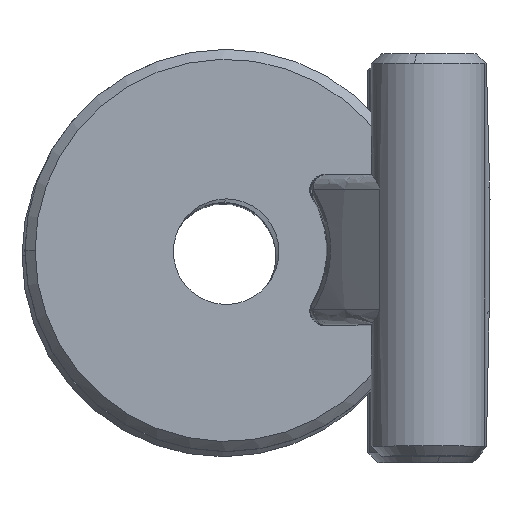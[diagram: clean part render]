
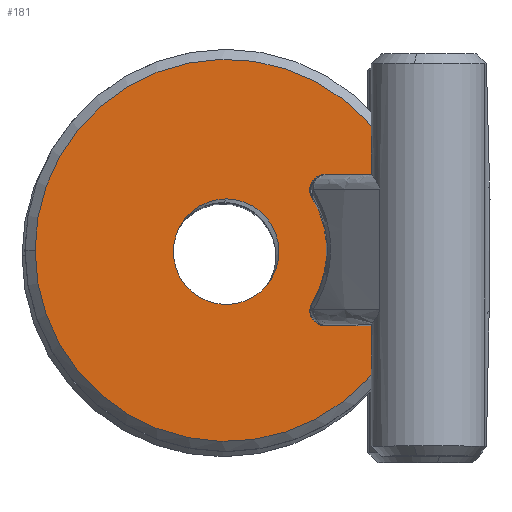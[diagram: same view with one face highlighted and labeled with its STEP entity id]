
A CAD part, top view. The second image highlights one B-rep face of the part: STEP entity #181.
In plain terms, the highlighted planar face has unit normal (0.005, 0.004, 1).
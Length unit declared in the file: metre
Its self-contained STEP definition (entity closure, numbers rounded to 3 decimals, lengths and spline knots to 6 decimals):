
#181=ADVANCED_FACE('0:6303',(#388,#389),#390,.F.);
#388=FACE_OUTER_BOUND('',#2353,.T.);
#389=FACE_BOUND('',#2354,.T.);
#390=PLANE('',#2355);
#2353=EDGE_LOOP('',(#4816,#4817,#4818,#4819,#4820,#4821,#4822));
#2354=EDGE_LOOP('',(#4823,#4824));
#2355=AXIS2_PLACEMENT_3D('',#4825,#4826,#4827);
#4816=ORIENTED_EDGE('',*,*,#5328,.F.);
#4817=ORIENTED_EDGE('',*,*,#5329,.T.);
#4818=ORIENTED_EDGE('',*,*,#5330,.F.);
#4819=ORIENTED_EDGE('',*,*,#5331,.T.);
#4820=ORIENTED_EDGE('',*,*,#5104,.T.);
#4821=ORIENTED_EDGE('',*,*,#5332,.F.);
#4822=ORIENTED_EDGE('',*,*,#5333,.T.);
#4823=ORIENTED_EDGE('',*,*,#5308,.T.);
#4824=ORIENTED_EDGE('',*,*,#5135,.T.);
#4825=CARTESIAN_POINT('',(0.000111,0.000088,0.02612));
#4826=DIRECTION('',(-0.005,-0.004,-1.));
#4827=DIRECTION('',(-1.,0.,0.005));
#5104=EDGE_CURVE('0:6771',#5466,#5464,#5467,.T.);
#5135=EDGE_CURVE('0:6699',#5524,#5522,#5525,.F.);
#5308=EDGE_CURVE('0:6699',#5522,#5524,#5808,.F.);
#5328=EDGE_CURVE('0:6762',#5837,#5838,#5839,.T.);
#5329=EDGE_CURVE('0:6765',#5837,#5840,#5841,.T.);
#5330=EDGE_CURVE('0:6768',#5842,#5840,#5843,.T.);
#5331=EDGE_CURVE('0:6771',#5842,#5466,#5844,.T.);
#5332=EDGE_CURVE('0:6774',#5845,#5464,#5846,.T.);
#5333=EDGE_CURVE('0:6777',#5845,#5838,#5847,.T.);
#5464=VERTEX_POINT('NONE',#6060);
#5466=VERTEX_POINT('',#6062);
#5467=CIRCLE('',#6063,0.0038);
#5522=VERTEX_POINT('',#6278);
#5524=VERTEX_POINT('',#6281);
#5525=CIRCLE('',#6282,0.00105);
#5808=CIRCLE('',#7266,0.00105);
#5837=VERTEX_POINT('NONE',#7375);
#5838=VERTEX_POINT('NONE',#7376);
#5839=CIRCLE('',#7377,0.002);
#5840=VERTEX_POINT('NONE',#7378);
#5841=B_SPLINE_CURVE_WITH_KNOTS('',3,(#7379,#7380,#7381,#7382,#7383,#7384,#7385,#7386,#7387,#7388),.UNSPECIFIED.,.F.,.F.,(4,3,3,4),(-0.063765,-0.045547,-0.027328,0.),.UNSPECIFIED.);
#5842=VERTEX_POINT('NONE',#7389);
#5843=B_SPLINE_CURVE_WITH_KNOTS('',3,(#7390,#7391,#7392,#7393,#7394,#7395,#7396,#7397,#7398,#7399),.UNSPECIFIED.,.F.,.F.,(4,3,3,4),(-1.,-0.909034,-0.868018,-0.369989),.UNSPECIFIED.);
#5844=CIRCLE('',#7400,0.0038);
#5845=VERTEX_POINT('NONE',#7401);
#5846=B_SPLINE_CURVE_WITH_KNOTS('',3,(#7402,#7403,#7404,#7405,#7406,#7407,#7408,#7409,#7410,#7411,#7412,#7413,#7414),.UNSPECIFIED.,.F.,.F.,(4,3,3,3,4),(-0.628297,-0.132126,-0.091195,-0.009356,0.),.UNSPECIFIED.);
#5847=B_SPLINE_CURVE_WITH_KNOTS('',3,(#7415,#7416,#7417,#7418,#7419,#7420,#7421,#7422,#7423,#7424,#7425,#7426,#7427),.UNSPECIFIED.,.F.,.F.,(4,3,3,3,4),(0.,0.25,0.5,0.75,1.),.UNSPECIFIED.);
#6060=CARTESIAN_POINT('',(0.003615,-0.001383,0.026111));
#6062=CARTESIAN_POINT('',(-0.003689,0.000088,0.026138));
#6063=AXIS2_PLACEMENT_3D('',#7888,#7889,#7890);
#6278=CARTESIAN_POINT('',(0.000111,-0.000988,0.026125));
#6281=CARTESIAN_POINT('',(0.000111,0.001112,0.026116));
#6282=AXIS2_PLACEMENT_3D('',#7926,#7927,#7928);
#7266=AXIS2_PLACEMENT_3D('',#8173,#8174,#8175);
#7375=CARTESIAN_POINT('',(0.001817,0.001132,0.026108));
#7376=CARTESIAN_POINT('',(0.001819,-0.000952,0.026117));
#7377=AXIS2_PLACEMENT_3D('',#8202,#8203,#8204);
#7378=CARTESIAN_POINT('',(0.002073,0.001588,0.026105));
#7379=CARTESIAN_POINT('',(0.001817,0.001132,0.026108));
#7380=CARTESIAN_POINT('',(0.001785,0.001183,0.026108));
#7381=CARTESIAN_POINT('',(0.00177,0.001244,0.026108));
#7382=CARTESIAN_POINT('',(0.001773,0.001305,0.026107));
#7383=CARTESIAN_POINT('',(0.001777,0.001365,0.026107));
#7384=CARTESIAN_POINT('',(0.001799,0.001425,0.026107));
#7385=CARTESIAN_POINT('',(0.001836,0.001472,0.026106));
#7386=CARTESIAN_POINT('',(0.001892,0.001544,0.026106));
#7387=CARTESIAN_POINT('',(0.001982,0.001588,0.026105));
#7388=CARTESIAN_POINT('',(0.002073,0.001588,0.026105));
#7389=CARTESIAN_POINT('',(0.003615,0.001559,0.026098));
#7390=CARTESIAN_POINT('',(0.003615,0.001559,0.026098));
#7391=CARTESIAN_POINT('',(0.003543,0.001578,0.026098));
#7392=CARTESIAN_POINT('',(0.003468,0.001588,0.026098));
#7393=CARTESIAN_POINT('',(0.003393,0.001588,0.026099));
#7394=CARTESIAN_POINT('',(0.00336,0.001588,0.026099));
#7395=CARTESIAN_POINT('',(0.003326,0.001588,0.026099));
#7396=CARTESIAN_POINT('',(0.003293,0.001588,0.026099));
#7397=CARTESIAN_POINT('',(0.002886,0.001588,0.026101));
#7398=CARTESIAN_POINT('',(0.00248,0.001588,0.026103));
#7399=CARTESIAN_POINT('',(0.002073,0.001588,0.026105));
#7400=AXIS2_PLACEMENT_3D('',#8205,#8206,#8207);
#7401=CARTESIAN_POINT('',(0.002077,-0.001412,0.026118));
#7402=CARTESIAN_POINT('',(0.002077,-0.001412,0.026118));
#7403=CARTESIAN_POINT('',(0.002483,-0.001412,0.026116));
#7404=CARTESIAN_POINT('',(0.002888,-0.001412,0.026114));
#7405=CARTESIAN_POINT('',(0.003293,-0.001412,0.026113));
#7406=CARTESIAN_POINT('',(0.003327,-0.001412,0.026112));
#7407=CARTESIAN_POINT('',(0.00336,-0.001412,0.026112));
#7408=CARTESIAN_POINT('',(0.003393,-0.001412,0.026112));
#7409=CARTESIAN_POINT('',(0.00346,-0.001412,0.026112));
#7410=CARTESIAN_POINT('',(0.003527,-0.001404,0.026111));
#7411=CARTESIAN_POINT('',(0.003592,-0.001388,0.026111));
#7412=CARTESIAN_POINT('',(0.0036,-0.001387,0.026111));
#7413=CARTESIAN_POINT('',(0.003607,-0.001385,0.026111));
#7414=CARTESIAN_POINT('',(0.003615,-0.001383,0.026111));
#7415=CARTESIAN_POINT('',(0.002077,-0.001412,0.026118));
#7416=CARTESIAN_POINT('',(0.002024,-0.001412,0.026118));
#7417=CARTESIAN_POINT('',(0.001971,-0.001397,0.026119));
#7418=CARTESIAN_POINT('',(0.001925,-0.00137,0.026119));
#7419=CARTESIAN_POINT('',(0.001879,-0.001344,0.026119));
#7420=CARTESIAN_POINT('',(0.00184,-0.001304,0.026119));
#7421=CARTESIAN_POINT('',(0.001814,-0.001258,0.026119));
#7422=CARTESIAN_POINT('',(0.001787,-0.001211,0.026119));
#7423=CARTESIAN_POINT('',(0.001774,-0.001158,0.026118));
#7424=CARTESIAN_POINT('',(0.001775,-0.001104,0.026118));
#7425=CARTESIAN_POINT('',(0.001776,-0.001051,0.026118));
#7426=CARTESIAN_POINT('',(0.001791,-0.000998,0.026118));
#7427=CARTESIAN_POINT('',(0.001819,-0.000952,0.026117));
#7888=CARTESIAN_POINT('',(0.000111,0.000088,0.02612));
#7889=DIRECTION('',(0.005,0.004,1.));
#7890=DIRECTION('',(1.,0.,-0.005));
#7926=CARTESIAN_POINT('',(0.000111,0.000062,0.02612));
#7927=DIRECTION('',(0.005,0.004,1.));
#7928=DIRECTION('',(0.,1.,-0.004));
#8173=CARTESIAN_POINT('',(0.000111,0.000062,0.02612));
#8174=DIRECTION('',(0.005,0.004,1.));
#8175=DIRECTION('',(0.,1.,-0.004));
#8202=CARTESIAN_POINT('',(0.000111,0.000088,0.02612));
#8203=DIRECTION('',(-0.005,-0.004,-1.));
#8204=DIRECTION('',(0.,1.,-0.004));
#8205=CARTESIAN_POINT('',(0.000111,0.000088,0.02612));
#8206=DIRECTION('',(0.005,0.004,1.));
#8207=DIRECTION('',(1.,0.,-0.005));
